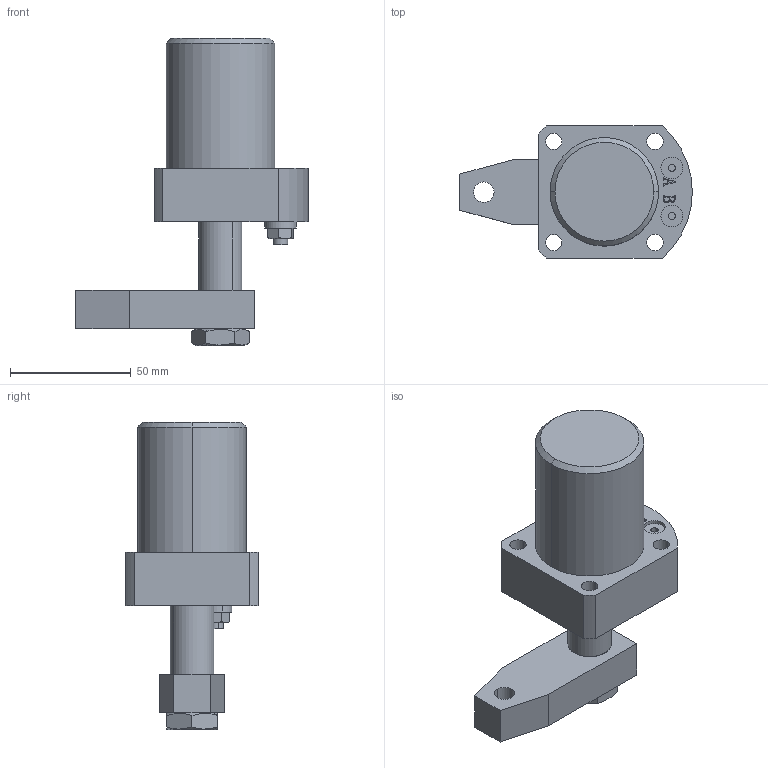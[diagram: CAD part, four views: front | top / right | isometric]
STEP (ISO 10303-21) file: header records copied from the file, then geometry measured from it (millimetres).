
FILE_DESCRIPTION (( 'STEP AP203' ), '1' );
FILE_NAME ('HSL-FCM25S.STEP', '2020-09-15T03:27:48', ( '微软用户' ), ( '微软中国' ), 'SwSTEP 2.0', 'SolidWorks 2012', '' );
FILE_SCHEMA (( 'CONFIG_CONTROL_DESIGN' ));
Length unit declared in the file: millimetre
Products named in the file (6): HSL-FCM25S; hex thin nuts grades ab gb_GB_FASTENER_NUT_STNABTT M14X1.5-N; FCM25-覃誹概; HSL-25S蛌褒詰裝; HSL-25S揤旋杻秶; FCM25-掛极
Assembly tree (5 placements, depth 2):
  HSL-FCM25S
    FCM25-掛极
    HSL-25S揤旋杻秶
    HSL-25S蛌褒詰裝
    FCM25-覃誹概
    hex thin nuts grades ab gb_GB_FASTENER_NUT_STNABTT M14X1.5-N
Bounding box: 96.5 x 55 x 127.5 mm (x, y, z)
Volume: 180304.2 mm3; surface area: 41407.3 mm2
Topology: 5 solids, 5 shells, 190 faces, 443 edges, 288 vertices
Faces by surface type: plane 95, cylinder 53, cone 20, bspline 16, torus 6
Entity records: 6975 total; most frequent: CARTESIAN_POINT 1979, DIRECTION 899, ORIENTED_EDGE 886, EDGE_CURVE 443, AXIS2_PLACEMENT_3D 324, VERTEX_POINT 288, VECTOR 251, LINE 251
